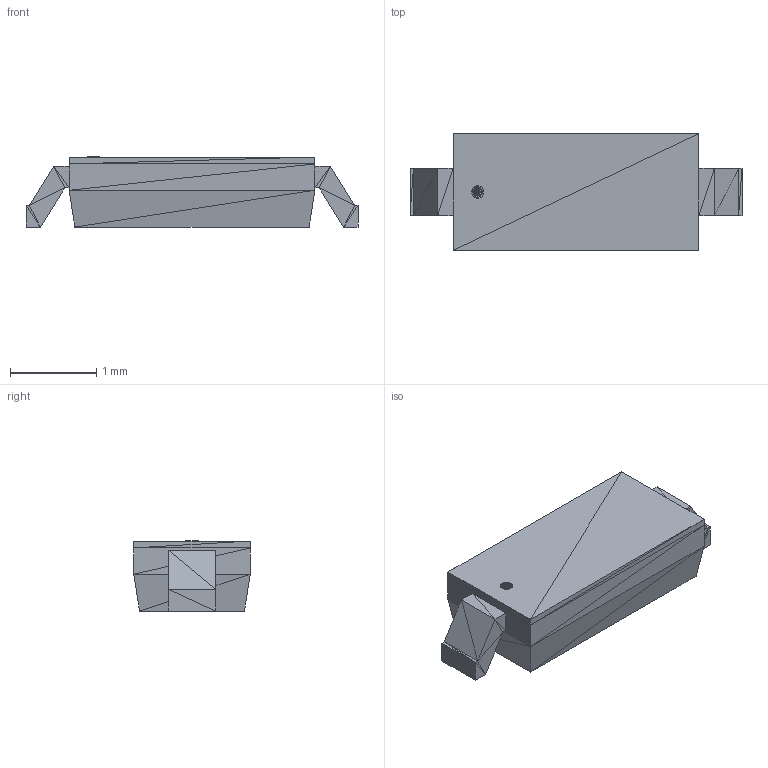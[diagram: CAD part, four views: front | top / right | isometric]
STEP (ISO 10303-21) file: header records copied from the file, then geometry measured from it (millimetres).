
FILE_DESCRIPTION(('STEP AP214'),'1');
FILE_NAME('SOD123-M','2018-12-09T16:43:53',(''),(''),'','','');
FILE_SCHEMA(('AUTOMOTIVE_DESIGN'));
Length unit declared in the file: millimetre
Products named in the file (1): product
Bounding box: 3.85 x 1.35 x 0.81 mm (x, y, z)
Surface area: 16.9 mm2 (no closed solid volume)
Topology: 0 solids, 212 shells, 212 faces, 636 edges, 636 vertices
Faces by surface type: plane 212
Entity records: 7055 total; most frequent: CARTESIAN_POINT 1485, DIRECTION 1062, ORIENTED_EDGE 636, EDGE_CURVE 636, VERTEX_POINT 636, LINE 636, VECTOR 636, AXIS2_PLACEMENT_3D 213
